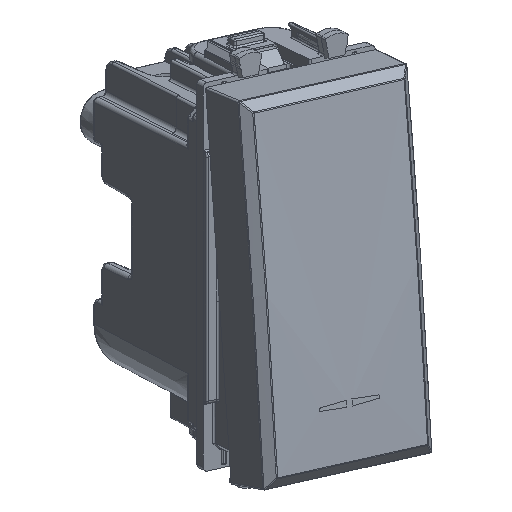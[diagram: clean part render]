
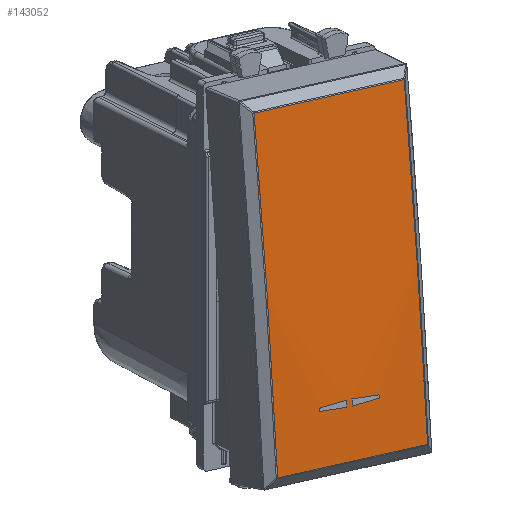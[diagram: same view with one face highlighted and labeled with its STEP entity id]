
A CAD part, top view. The second image highlights one B-rep face of the part: STEP entity #143052.
In plain terms, the highlighted cylindrical face has radius 791.456 mm (diameter 1582.91 mm), a partial arc.
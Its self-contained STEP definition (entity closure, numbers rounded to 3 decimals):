
#142933=CARTESIAN_POINT('Axis2P3D Location',(0.,0.,-775.856)) ;
#142939=CARTESIAN_POINT('Control Point',(9.75,-20.496,15.335)) ;
#142940=CARTESIAN_POINT('Control Point',(9.741,-6.835,15.688)) ;
#142941=CARTESIAN_POINT('Control Point',(9.741,6.835,15.688)) ;
#142942=CARTESIAN_POINT('Control Point',(9.75,20.496,15.335)) ;
#142943=CARTESIAN_POINT('Vertex',(9.75,-20.496,15.335)) ;
#142945=CARTESIAN_POINT('Vertex',(9.75,20.496,15.335)) ;
#142948=CARTESIAN_POINT('Line Origine',(0.,20.496,15.335)) ;
#142952=CARTESIAN_POINT('Vertex',(-9.75,20.496,15.335)) ;
#142956=CARTESIAN_POINT('Control Point',(-9.75,-20.496,15.335)) ;
#142957=CARTESIAN_POINT('Control Point',(-9.741,-6.835,15.688)) ;
#142958=CARTESIAN_POINT('Control Point',(-9.741,6.835,15.688)) ;
#142959=CARTESIAN_POINT('Control Point',(-9.75,20.496,15.335)) ;
#142960=CARTESIAN_POINT('Vertex',(-9.75,-20.496,15.335)) ;
#142963=CARTESIAN_POINT('Line Origine',(0.,-20.496,15.335)) ;
#142975=CARTESIAN_POINT('Control Point',(3.77,-13.751,15.481)) ;
#142976=CARTESIAN_POINT('Control Point',(2.642,-13.636,15.483)) ;
#142977=CARTESIAN_POINT('Control Point',(1.509,-13.569,15.484)) ;
#142978=CARTESIAN_POINT('Control Point',(0.375,-13.55,15.484)) ;
#142979=CARTESIAN_POINT('Vertex',(0.375,-13.55,15.484)) ;
#142981=CARTESIAN_POINT('Vertex',(3.77,-13.751,15.481)) ;
#142985=CARTESIAN_POINT('Control Point',(3.77,-14.149,15.474)) ;
#142986=CARTESIAN_POINT('Control Point',(3.887,-14.137,15.474)) ;
#142987=CARTESIAN_POINT('Control Point',(3.999,-14.04,15.475)) ;
#142988=CARTESIAN_POINT('Control Point',(3.999,-13.86,15.479)) ;
#142989=CARTESIAN_POINT('Control Point',(3.887,-13.763,15.48)) ;
#142990=CARTESIAN_POINT('Control Point',(3.77,-13.751,15.481)) ;
#142991=CARTESIAN_POINT('Vertex',(3.77,-14.149,15.474)) ;
#142995=CARTESIAN_POINT('Control Point',(0.375,-14.35,15.47)) ;
#142996=CARTESIAN_POINT('Control Point',(1.509,-14.331,15.47)) ;
#142997=CARTESIAN_POINT('Control Point',(2.642,-14.264,15.471)) ;
#142998=CARTESIAN_POINT('Control Point',(3.77,-14.149,15.474)) ;
#142999=CARTESIAN_POINT('Vertex',(0.375,-14.35,15.47)) ;
#143002=CARTESIAN_POINT('Axis2P3D Location',(0.375,0.,-775.856)) ;
#143013=CARTESIAN_POINT('Axis2P3D Location',(-0.375,0.,-775.856)) ;
#143017=CARTESIAN_POINT('Vertex',(-0.375,-13.55,15.484)) ;
#143019=CARTESIAN_POINT('Vertex',(-0.375,-14.35,15.47)) ;
#143023=CARTESIAN_POINT('Control Point',(-0.375,-14.35,15.47)) ;
#143024=CARTESIAN_POINT('Control Point',(-1.509,-14.331,15.47)) ;
#143025=CARTESIAN_POINT('Control Point',(-2.642,-14.264,15.471)) ;
#143026=CARTESIAN_POINT('Control Point',(-3.77,-14.149,15.474)) ;
#143027=CARTESIAN_POINT('Vertex',(-3.77,-14.149,15.474)) ;
#143031=CARTESIAN_POINT('Control Point',(-3.77,-14.149,15.474)) ;
#143032=CARTESIAN_POINT('Control Point',(-3.887,-14.137,15.474)) ;
#143033=CARTESIAN_POINT('Control Point',(-3.999,-14.04,15.475)) ;
#143034=CARTESIAN_POINT('Control Point',(-3.999,-13.86,15.479)) ;
#143035=CARTESIAN_POINT('Control Point',(-3.887,-13.763,15.48)) ;
#143036=CARTESIAN_POINT('Control Point',(-3.77,-13.751,15.481)) ;
#143037=CARTESIAN_POINT('Vertex',(-3.77,-13.751,15.481)) ;
#143041=CARTESIAN_POINT('Control Point',(-3.77,-13.751,15.481)) ;
#143042=CARTESIAN_POINT('Control Point',(-2.642,-13.636,15.483)) ;
#143043=CARTESIAN_POINT('Control Point',(-1.509,-13.569,15.484)) ;
#143044=CARTESIAN_POINT('Control Point',(-0.375,-13.55,15.484)) ;
#142934=DIRECTION('Axis2P3D Direction',(-1.,0.,0.)) ;
#142935=DIRECTION('Axis2P3D XDirection',(0.,-0.028,1.)) ;
#142949=DIRECTION('Vector Direction',(-1.,0.,0.)) ;
#142964=DIRECTION('Vector Direction',(-1.,0.,0.)) ;
#143003=DIRECTION('Axis2P3D Direction',(-1.,0.,0.)) ;
#143014=DIRECTION('Axis2P3D Direction',(-1.,0.,0.)) ;
#142936=AXIS2_PLACEMENT_3D('Cylinder Axis2P3D',#142933,#142934,#142935) ;
#143004=AXIS2_PLACEMENT_3D('Circle Axis2P3D',#143002,#143003,$) ;
#143015=AXIS2_PLACEMENT_3D('Circle Axis2P3D',#143013,#143014,$) ;
#142969=ORIENTED_EDGE('',*,*,#142947,.T.) ;
#142970=ORIENTED_EDGE('',*,*,#142954,.T.) ;
#142971=ORIENTED_EDGE('',*,*,#142962,.T.) ;
#142972=ORIENTED_EDGE('',*,*,#142967,.T.) ;
#143008=ORIENTED_EDGE('',*,*,#142983,.T.) ;
#143009=ORIENTED_EDGE('',*,*,#142993,.T.) ;
#143010=ORIENTED_EDGE('',*,*,#143001,.T.) ;
#143011=ORIENTED_EDGE('',*,*,#143006,.T.) ;
#143047=ORIENTED_EDGE('',*,*,#143021,.T.) ;
#143048=ORIENTED_EDGE('',*,*,#143029,.T.) ;
#143049=ORIENTED_EDGE('',*,*,#143039,.T.) ;
#143050=ORIENTED_EDGE('',*,*,#143045,.T.) ;
#143012=FACE_BOUND('',#143007,.T.) ;
#143051=FACE_BOUND('',#143046,.T.) ;
#142950=VECTOR('Line Direction',#142949,1.) ;
#142965=VECTOR('Line Direction',#142964,1.) ;
#143052=ADVANCED_FACE('PartBody',(#142973,#143012,#143051),#142937,.T.) ;
#142938=B_SPLINE_CURVE_WITH_KNOTS('',3,(#142939,#142940,#142941,#142942),.UNSPECIFIED.,.F.,.U.,(4,4),(17.303,88.274),.UNSPECIFIED.) ;
#142955=B_SPLINE_CURVE_WITH_KNOTS('',3,(#142956,#142957,#142958,#142959),.UNSPECIFIED.,.F.,.U.,(4,4),(17.303,88.274),.UNSPECIFIED.) ;
#142974=B_SPLINE_CURVE_WITH_KNOTS('',3,(#142975,#142976,#142977,#142978),.UNSPECIFIED.,.F.,.U.,(4,4),(0.,4.812),.UNSPECIFIED.) ;
#142984=B_SPLINE_CURVE_WITH_KNOTS('',5,(#142985,#142986,#142987,#142988,#142989,#142990),.UNSPECIFIED.,.F.,.U.,(6,6),(0.,0.83),.UNSPECIFIED.) ;
#142994=B_SPLINE_CURVE_WITH_KNOTS('',3,(#142995,#142996,#142997,#142998),.UNSPECIFIED.,.F.,.U.,(4,4),(0.,4.812),.UNSPECIFIED.) ;
#143022=B_SPLINE_CURVE_WITH_KNOTS('',3,(#143023,#143024,#143025,#143026),.UNSPECIFIED.,.F.,.U.,(4,4),(0.,4.812),.UNSPECIFIED.) ;
#143030=B_SPLINE_CURVE_WITH_KNOTS('',5,(#143031,#143032,#143033,#143034,#143035,#143036),.UNSPECIFIED.,.F.,.U.,(6,6),(0.,0.83),.UNSPECIFIED.) ;
#143040=B_SPLINE_CURVE_WITH_KNOTS('',3,(#143041,#143042,#143043,#143044),.UNSPECIFIED.,.F.,.U.,(4,4),(0.,4.812),.UNSPECIFIED.) ;
#143005=CIRCLE('generated circle',#143004,791.456) ;
#143016=CIRCLE('generated circle',#143015,791.456) ;
#142937=CYLINDRICAL_SURFACE('generated cylinder',#142936,791.456) ;
#142947=EDGE_CURVE('',#142944,#142946,#142938,.T.) ;
#142954=EDGE_CURVE('',#142946,#142953,#142951,.T.) ;
#142962=EDGE_CURVE('',#142953,#142961,#142955,.F.) ;
#142967=EDGE_CURVE('',#142961,#142944,#142966,.F.) ;
#142983=EDGE_CURVE('',#142980,#142982,#142974,.F.) ;
#142993=EDGE_CURVE('',#142982,#142992,#142984,.F.) ;
#143001=EDGE_CURVE('',#142992,#143000,#142994,.F.) ;
#143006=EDGE_CURVE('',#143000,#142980,#143005,.T.) ;
#143021=EDGE_CURVE('',#143018,#143020,#143016,.F.) ;
#143029=EDGE_CURVE('',#143020,#143028,#143022,.T.) ;
#143039=EDGE_CURVE('',#143028,#143038,#143030,.T.) ;
#143045=EDGE_CURVE('',#143038,#143018,#143040,.T.) ;
#142968=EDGE_LOOP('',(#142969,#142970,#142971,#142972)) ;
#143007=EDGE_LOOP('',(#143008,#143009,#143010,#143011)) ;
#143046=EDGE_LOOP('',(#143047,#143048,#143049,#143050)) ;
#142973=FACE_OUTER_BOUND('',#142968,.T.) ;
#142951=LINE('Line',#142948,#142950) ;
#142966=LINE('Line',#142963,#142965) ;
#142944=VERTEX_POINT('',#142943) ;
#142946=VERTEX_POINT('',#142945) ;
#142953=VERTEX_POINT('',#142952) ;
#142961=VERTEX_POINT('',#142960) ;
#142980=VERTEX_POINT('',#142979) ;
#142982=VERTEX_POINT('',#142981) ;
#142992=VERTEX_POINT('',#142991) ;
#143000=VERTEX_POINT('',#142999) ;
#143018=VERTEX_POINT('',#143017) ;
#143020=VERTEX_POINT('',#143019) ;
#143028=VERTEX_POINT('',#143027) ;
#143038=VERTEX_POINT('',#143037) ;
